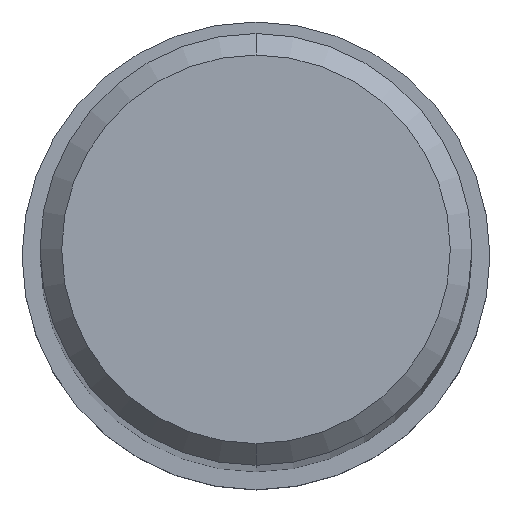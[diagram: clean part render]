
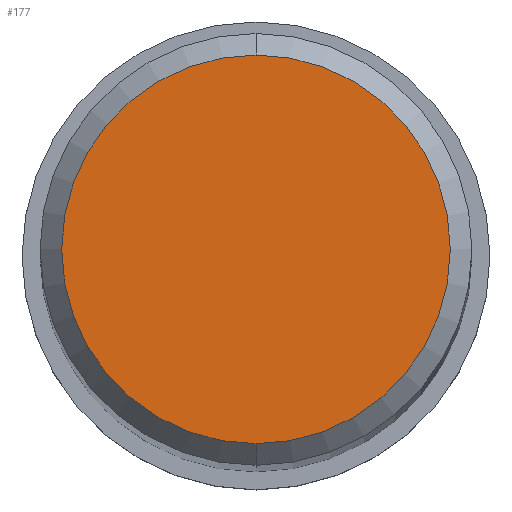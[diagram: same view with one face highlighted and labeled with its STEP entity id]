
A CAD part, top view. The second image highlights one B-rep face of the part: STEP entity #177.
In plain terms, the highlighted planar face has unit normal (0, 0, 1).
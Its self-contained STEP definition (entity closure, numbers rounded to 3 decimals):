
#177=ADVANCED_FACE('',(#461),#462,.T.);
#189=EDGE_CURVE('',#417,#359,#474,.T.);
#331=EDGE_CURVE('',#359,#417,#637,.T.);
#359=VERTEX_POINT('',#666);
#417=VERTEX_POINT('',#728);
#461=FACE_OUTER_BOUND('',#767,.T.);
#462=PLANE('',#768);
#474=CIRCLE('',#799,5.4);
#637=CIRCLE('',#1149,5.4);
#666=CARTESIAN_POINT('',(0.0,5.4,0.0));
#728=CARTESIAN_POINT('',(0.,-5.4,0.0));
#767=EDGE_LOOP('',(#1424,#1425));
#768=AXIS2_PLACEMENT_3D('',#1426,#1427,#1428);
#799=AXIS2_PLACEMENT_3D('',#1430,#1431,#1432);
#1149=AXIS2_PLACEMENT_3D('',#1660,#1661,#1662);
#1424=ORIENTED_EDGE('',*,*,#331,.F.);
#1425=ORIENTED_EDGE('',*,*,#189,.F.);
#1426=CARTESIAN_POINT('',(0.0,2.7,0.0));
#1427=DIRECTION('',(-0.0,0.0,1.0));
#1428=DIRECTION('',(0.0,-1.0,0.0));
#1430=CARTESIAN_POINT('',(0.0,0.0,0.0));
#1431=DIRECTION('',(0.0,0.0,-1.0));
#1432=DIRECTION('',(0.0,1.0,0.0));
#1660=CARTESIAN_POINT('',(0.0,0.0,0.0));
#1661=DIRECTION('',(0.0,0.0,-1.0));
#1662=DIRECTION('',(0.0,1.0,0.0));
